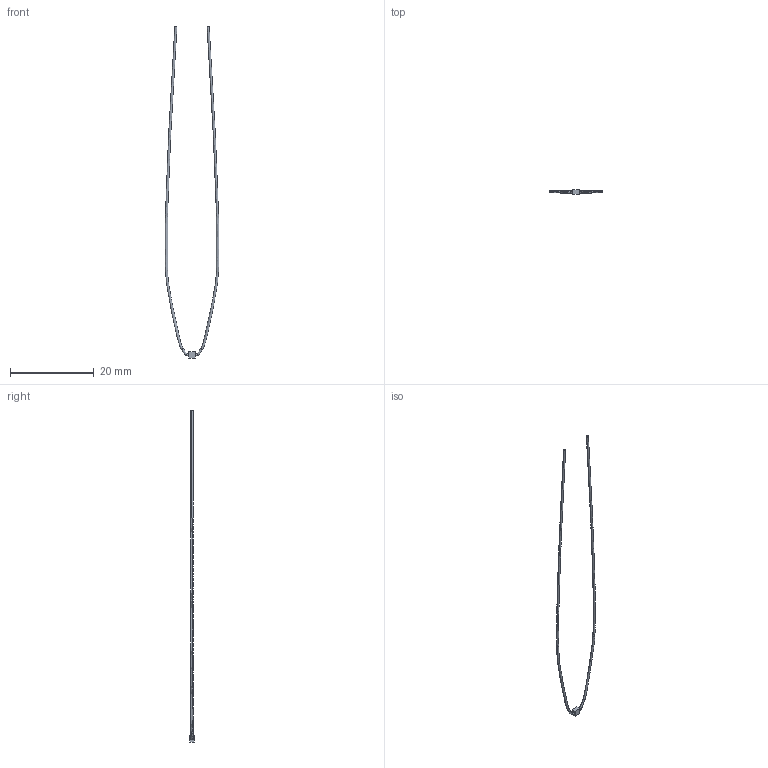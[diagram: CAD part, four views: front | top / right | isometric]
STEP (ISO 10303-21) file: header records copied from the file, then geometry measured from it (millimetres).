
FILE_DESCRIPTION (( 'STEP AP214' ), '1' );
FILE_NAME ('CTN002636.STEP', '2015-05-19T07:12:34', ( '' ), ( '' ), 'SwSTEP 2.0', 'SolidWorks 2014', '' );
FILE_SCHEMA (( 'AUTOMOTIVE_DESIGN' ));
Length unit declared in the file: millimetre
Products named in the file (1): CTN002636
Bounding box: 12.77 x 1 x 79.28 mm (x, y, z)
Volume: 33.6 mm3; surface area: 261.6 mm2
Topology: 1 solids, 1 shells, 20 faces, 40 edges, 24 vertices
Faces by surface type: bspline 8, plane 8, cylinder 4
Entity records: 1630 total; most frequent: CARTESIAN_POINT 1009, ORIENTED_EDGE 80, DIRECTION 66, EDGE_CURVE 40, AXIS2_PLACEMENT_3D 25, VERTEX_POINT 24, UNCERTAINTY_MEASURE_WITH_UNIT 23, SURFACE_STYLE_FILL_AREA 22
